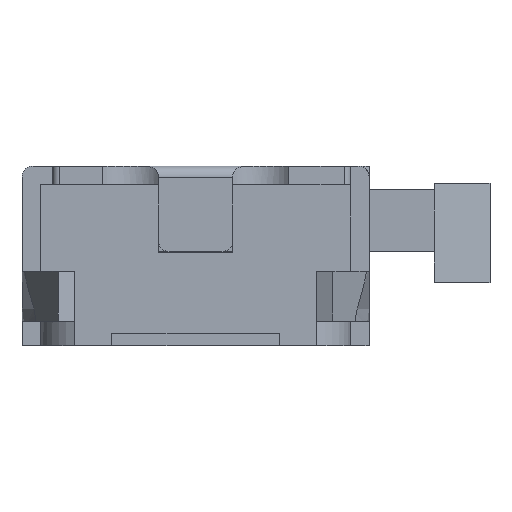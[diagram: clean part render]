
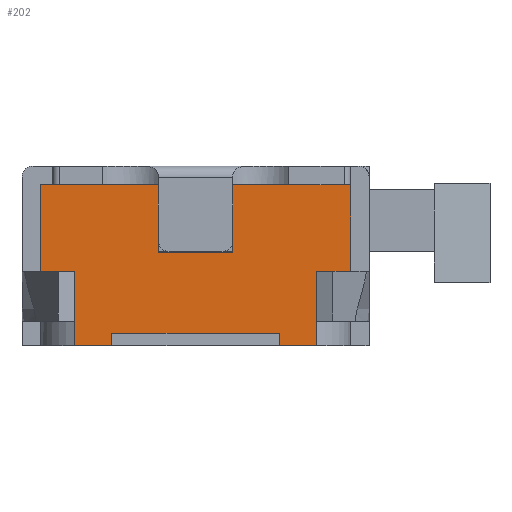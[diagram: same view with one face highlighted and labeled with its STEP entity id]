
A CAD part, left-side view. The second image highlights one B-rep face of the part: STEP entity #202.
In plain terms, the highlighted planar face has unit normal (-1, 0, 0).
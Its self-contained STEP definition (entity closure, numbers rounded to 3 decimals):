
#93 = VERTEX_POINT('',#94);
#94 = CARTESIAN_POINT('',(-1.95,0.675,0.));
#102 = VERTEX_POINT('',#103);
#103 = CARTESIAN_POINT('',(-1.95,-0.675,0.));
#109 = EDGE_CURVE('',#102,#93,#110,.T.);
#110 = LINE('',#111,#112);
#111 = CARTESIAN_POINT('',(-1.95,-0.363,0.));
#112 = VECTOR('',#113,1.);
#113 = DIRECTION('',(0.,1.,0.));
#134 = VERTEX_POINT('',#135);
#135 = CARTESIAN_POINT('',(-1.95,0.675,0.101));
#141 = EDGE_CURVE('',#134,#93,#142,.T.);
#142 = LINE('',#143,#144);
#143 = CARTESIAN_POINT('',(-1.95,0.675,0.));
#144 = VECTOR('',#145,1.);
#145 = DIRECTION('',(0.,0.,-1.));
#167 = VERTEX_POINT('',#168);
#168 = CARTESIAN_POINT('',(-1.95,-0.675,0.101));
#174 = EDGE_CURVE('',#167,#102,#175,.T.);
#175 = LINE('',#176,#177);
#176 = CARTESIAN_POINT('',(-1.95,-0.675,0.));
#177 = VECTOR('',#178,1.);
#178 = DIRECTION('',(0.,0.,-1.));
#202 = ADVANCED_FACE('',(#203,#365),#376,.T.);
#203 = FACE_BOUND('',#204,.T.);
#204 = EDGE_LOOP('',(#205,#215,#223,#231,#239,#247,#255,#263,#271,#279,
    #287,#295,#303,#311,#319,#327,#335,#343,#351,#359));
#205 = ORIENTED_EDGE('',*,*,#206,.F.);
#206 = EDGE_CURVE('',#207,#209,#211,.T.);
#207 = VERTEX_POINT('',#208);
#208 = CARTESIAN_POINT('',(-1.95,-0.975,0.));
#209 = VERTEX_POINT('',#210);
#210 = CARTESIAN_POINT('',(-1.95,0.975,0.));
#211 = LINE('',#212,#213);
#212 = CARTESIAN_POINT('',(-1.95,-1.4,0.));
#213 = VECTOR('',#214,1.);
#214 = DIRECTION('',(0.,1.,0.));
#215 = ORIENTED_EDGE('',*,*,#216,.T.);
#216 = EDGE_CURVE('',#207,#217,#219,.T.);
#217 = VERTEX_POINT('',#218);
#218 = CARTESIAN_POINT('',(-1.95,-0.975,0.6));
#219 = LINE('',#220,#221);
#220 = CARTESIAN_POINT('',(-1.95,-0.975,0.));
#221 = VECTOR('',#222,1.);
#222 = DIRECTION('',(0.,0.,1.));
#223 = ORIENTED_EDGE('',*,*,#224,.T.);
#224 = EDGE_CURVE('',#217,#225,#227,.T.);
#225 = VERTEX_POINT('',#226);
#226 = CARTESIAN_POINT('',(-1.95,-1.108,0.6));
#227 = LINE('',#228,#229);
#228 = CARTESIAN_POINT('',(-1.95,1.25,0.6));
#229 = VECTOR('',#230,1.);
#230 = DIRECTION('',(0.,-1.,0.));
#231 = ORIENTED_EDGE('',*,*,#232,.T.);
#232 = EDGE_CURVE('',#225,#233,#235,.T.);
#233 = VERTEX_POINT('',#234);
#234 = CARTESIAN_POINT('',(-1.95,-1.25,0.6));
#235 = LINE('',#236,#237);
#236 = CARTESIAN_POINT('',(-1.95,1.25,0.6));
#237 = VECTOR('',#238,1.);
#238 = DIRECTION('',(0.,-1.,0.));
#239 = ORIENTED_EDGE('',*,*,#240,.T.);
#240 = EDGE_CURVE('',#233,#241,#243,.T.);
#241 = VERTEX_POINT('',#242);
#242 = CARTESIAN_POINT('',(-1.95,-1.25,1.3));
#243 = LINE('',#244,#245);
#244 = CARTESIAN_POINT('',(-1.95,-1.25,0.6));
#245 = VECTOR('',#246,1.);
#246 = DIRECTION('',(0.,0.,1.));
#247 = ORIENTED_EDGE('',*,*,#248,.T.);
#248 = EDGE_CURVE('',#241,#249,#251,.T.);
#249 = VERTEX_POINT('',#250);
#250 = CARTESIAN_POINT('',(-1.95,-1.2,1.3));
#251 = LINE('',#252,#253);
#252 = CARTESIAN_POINT('',(-1.95,-1.4,1.3));
#253 = VECTOR('',#254,1.);
#254 = DIRECTION('',(0.,1.,0.));
#255 = ORIENTED_EDGE('',*,*,#256,.T.);
#256 = EDGE_CURVE('',#249,#257,#259,.T.);
#257 = VERTEX_POINT('',#258);
#258 = CARTESIAN_POINT('',(-1.95,-0.75,1.3));
#259 = LINE('',#260,#261);
#260 = CARTESIAN_POINT('',(-1.95,-1.25,1.3));
#261 = VECTOR('',#262,1.);
#262 = DIRECTION('',(0.,1.,0.));
#263 = ORIENTED_EDGE('',*,*,#264,.T.);
#264 = EDGE_CURVE('',#257,#265,#267,.T.);
#265 = VERTEX_POINT('',#266);
#266 = CARTESIAN_POINT('',(-1.95,-0.3,1.3));
#267 = LINE('',#268,#269);
#268 = CARTESIAN_POINT('',(-1.95,-1.4,1.3));
#269 = VECTOR('',#270,1.);
#270 = DIRECTION('',(0.,1.,0.));
#271 = ORIENTED_EDGE('',*,*,#272,.T.);
#272 = EDGE_CURVE('',#265,#273,#275,.T.);
#273 = VERTEX_POINT('',#274);
#274 = CARTESIAN_POINT('',(-1.95,-0.3,0.85));
#275 = LINE('',#276,#277);
#276 = CARTESIAN_POINT('',(-1.95,-0.3,1.45));
#277 = VECTOR('',#278,1.);
#278 = DIRECTION('',(-0.,-0.,-1.));
#279 = ORIENTED_EDGE('',*,*,#280,.F.);
#280 = EDGE_CURVE('',#281,#273,#283,.T.);
#281 = VERTEX_POINT('',#282);
#282 = CARTESIAN_POINT('',(-1.95,-0.3,0.75));
#283 = LINE('',#284,#285);
#284 = CARTESIAN_POINT('',(-1.95,-0.3,0.75));
#285 = VECTOR('',#286,1.);
#286 = DIRECTION('',(0.,0.,1.));
#287 = ORIENTED_EDGE('',*,*,#288,.F.);
#288 = EDGE_CURVE('',#289,#281,#291,.T.);
#289 = VERTEX_POINT('',#290);
#290 = CARTESIAN_POINT('',(-1.95,0.3,0.75));
#291 = LINE('',#292,#293);
#292 = CARTESIAN_POINT('',(-1.95,0.3,0.75));
#293 = VECTOR('',#294,1.);
#294 = DIRECTION('',(0.,-1.,0.));
#295 = ORIENTED_EDGE('',*,*,#296,.T.);
#296 = EDGE_CURVE('',#289,#297,#299,.T.);
#297 = VERTEX_POINT('',#298);
#298 = CARTESIAN_POINT('',(-1.95,0.3,0.85));
#299 = LINE('',#300,#301);
#300 = CARTESIAN_POINT('',(-1.95,0.3,0.75));
#301 = VECTOR('',#302,1.);
#302 = DIRECTION('',(0.,0.,1.));
#303 = ORIENTED_EDGE('',*,*,#304,.F.);
#304 = EDGE_CURVE('',#305,#297,#307,.T.);
#305 = VERTEX_POINT('',#306);
#306 = CARTESIAN_POINT('',(-1.95,0.3,1.3));
#307 = LINE('',#308,#309);
#308 = CARTESIAN_POINT('',(-1.95,0.3,1.45));
#309 = VECTOR('',#310,1.);
#310 = DIRECTION('',(-0.,-0.,-1.));
#311 = ORIENTED_EDGE('',*,*,#312,.T.);
#312 = EDGE_CURVE('',#305,#313,#315,.T.);
#313 = VERTEX_POINT('',#314);
#314 = CARTESIAN_POINT('',(-1.95,0.75,1.3));
#315 = LINE('',#316,#317);
#316 = CARTESIAN_POINT('',(-1.95,-1.4,1.3));
#317 = VECTOR('',#318,1.);
#318 = DIRECTION('',(0.,1.,0.));
#319 = ORIENTED_EDGE('',*,*,#320,.T.);
#320 = EDGE_CURVE('',#313,#321,#323,.T.);
#321 = VERTEX_POINT('',#322);
#322 = CARTESIAN_POINT('',(-1.95,1.1,1.3));
#323 = LINE('',#324,#325);
#324 = CARTESIAN_POINT('',(-1.95,-1.25,1.3));
#325 = VECTOR('',#326,1.);
#326 = DIRECTION('',(0.,1.,0.));
#327 = ORIENTED_EDGE('',*,*,#328,.T.);
#328 = EDGE_CURVE('',#321,#329,#331,.T.);
#329 = VERTEX_POINT('',#330);
#330 = CARTESIAN_POINT('',(-1.95,1.25,1.3));
#331 = LINE('',#332,#333);
#332 = CARTESIAN_POINT('',(-1.95,-1.4,1.3));
#333 = VECTOR('',#334,1.);
#334 = DIRECTION('',(0.,1.,0.));
#335 = ORIENTED_EDGE('',*,*,#336,.F.);
#336 = EDGE_CURVE('',#337,#329,#339,.T.);
#337 = VERTEX_POINT('',#338);
#338 = CARTESIAN_POINT('',(-1.95,1.25,0.6));
#339 = LINE('',#340,#341);
#340 = CARTESIAN_POINT('',(-1.95,1.25,0.6));
#341 = VECTOR('',#342,1.);
#342 = DIRECTION('',(0.,0.,1.));
#343 = ORIENTED_EDGE('',*,*,#344,.T.);
#344 = EDGE_CURVE('',#337,#345,#347,.T.);
#345 = VERTEX_POINT('',#346);
#346 = CARTESIAN_POINT('',(-1.95,1.108,0.6));
#347 = LINE('',#348,#349);
#348 = CARTESIAN_POINT('',(-1.95,1.25,0.6));
#349 = VECTOR('',#350,1.);
#350 = DIRECTION('',(0.,-1.,0.));
#351 = ORIENTED_EDGE('',*,*,#352,.T.);
#352 = EDGE_CURVE('',#345,#353,#355,.T.);
#353 = VERTEX_POINT('',#354);
#354 = CARTESIAN_POINT('',(-1.95,0.975,0.6));
#355 = LINE('',#356,#357);
#356 = CARTESIAN_POINT('',(-1.95,1.25,0.6));
#357 = VECTOR('',#358,1.);
#358 = DIRECTION('',(0.,-1.,0.));
#359 = ORIENTED_EDGE('',*,*,#360,.F.);
#360 = EDGE_CURVE('',#209,#353,#361,.T.);
#361 = LINE('',#362,#363);
#362 = CARTESIAN_POINT('',(-1.95,0.975,0.));
#363 = VECTOR('',#364,1.);
#364 = DIRECTION('',(0.,0.,1.));
#365 = FACE_BOUND('',#366,.T.);
#366 = EDGE_LOOP('',(#367,#368,#374,#375));
#367 = ORIENTED_EDGE('',*,*,#141,.F.);
#368 = ORIENTED_EDGE('',*,*,#369,.T.);
#369 = EDGE_CURVE('',#134,#167,#370,.T.);
#370 = LINE('',#371,#372);
#371 = CARTESIAN_POINT('',(-1.95,-0.363,0.101));
#372 = VECTOR('',#373,1.);
#373 = DIRECTION('',(-0.,-1.,0.));
#374 = ORIENTED_EDGE('',*,*,#174,.T.);
#375 = ORIENTED_EDGE('',*,*,#109,.T.);
#376 = PLANE('',#377);
#377 = AXIS2_PLACEMENT_3D('',#378,#379,#380);
#378 = CARTESIAN_POINT('',(-1.95,-1.4,0.));
#379 = DIRECTION('',(-1.,0.,0.));
#380 = DIRECTION('',(0.,1.,0.));
